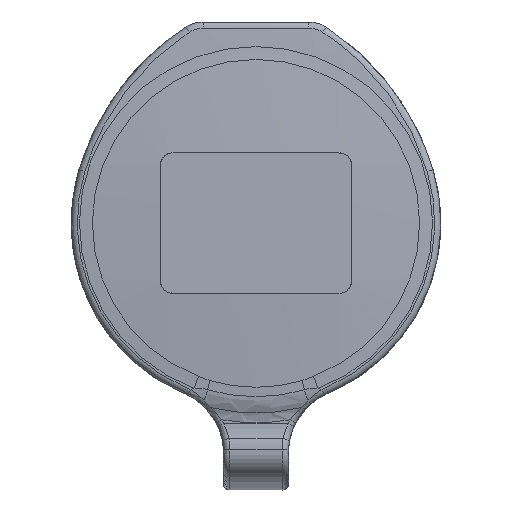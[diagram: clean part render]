
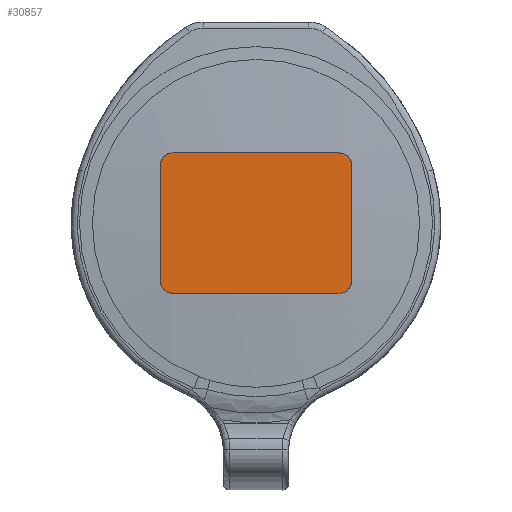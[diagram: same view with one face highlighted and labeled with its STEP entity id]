
A CAD part, top view. The second image highlights one B-rep face of the part: STEP entity #30857.
In plain terms, the highlighted planar face has unit normal (0, 0, 1).
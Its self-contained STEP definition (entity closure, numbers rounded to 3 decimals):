
#270 = EDGE_LOOP ( 'NONE', ( #2083, #54803, #44521, #32495, #36614, #4431, #3398, #24731 ) ) ;
#1545 = VERTEX_POINT ( 'NONE', #51992 ) ;
#2083 = ORIENTED_EDGE ( 'NONE', *, *, #3179, .T. ) ;
#2663 = VERTEX_POINT ( 'NONE', #26298 ) ;
#2905 = LINE ( 'NONE', #42145, #53723 ) ;
#3179 = EDGE_CURVE ( 'NONE', #4739, #12773, #54974, .T. ) ;
#3398 = ORIENTED_EDGE ( 'NONE', *, *, #22742, .T. ) ;
#4431 = ORIENTED_EDGE ( 'NONE', *, *, #24157, .T. ) ;
#4739 = VERTEX_POINT ( 'NONE', #54557 ) ;
#4974 = EDGE_CURVE ( 'NONE', #1545, #2663, #15690, .T. ) ;
#6423 = VERTEX_POINT ( 'NONE', #18901 ) ;
#7861 = PLANE ( 'NONE',  #18154 ) ;
#9955 = CARTESIAN_POINT ( 'NONE',  ( 12.788, 8.857, 45.459 ) ) ;
#10540 = CARTESIAN_POINT ( 'NONE',  ( 14.759, -8.857, 45.459 ) ) ;
#10870 = CARTESIAN_POINT ( 'NONE',  ( -14.759, 8.857, 45.459 ) ) ;
#10928 = DIRECTION ( 'NONE',  ( 0., 0., 1. ) ) ;
#12267 = DIRECTION ( 'NONE',  ( 0., 0., 1. ) ) ;
#12773 = VERTEX_POINT ( 'NONE', #42549 ) ;
#14303 = EDGE_CURVE ( 'NONE', #12773, #50662, #41567, .T. ) ;
#14457 = AXIS2_PLACEMENT_3D ( 'NONE', #21082, #16906, #26359 ) ;
#14944 = AXIS2_PLACEMENT_3D ( 'NONE', #54313, #28926, #24732 ) ;
#15503 = VERTEX_POINT ( 'NONE', #10540 ) ;
#15690 = CIRCLE ( 'NONE', #24590, 1.97 ) ;
#15908 = CARTESIAN_POINT ( 'NONE',  ( -12.788, 10.828, 45.459 ) ) ;
#16714 = DIRECTION ( 'NONE',  ( 0., -1., 0. ) ) ;
#16906 = DIRECTION ( 'NONE',  ( 0., 0., 1. ) ) ;
#18154 = AXIS2_PLACEMENT_3D ( 'NONE', #19815, #10928, #23706 ) ;
#18275 = DIRECTION ( 'NONE',  ( 0., -1., 0. ) ) ;
#18606 = VECTOR ( 'NONE', #24017, 1000. ) ;
#18901 = CARTESIAN_POINT ( 'NONE',  ( -14.759, 8.857, 45.459 ) ) ;
#19815 = CARTESIAN_POINT ( 'NONE',  ( -12.788, -8.857, 45.459 ) ) ;
#20357 = FACE_OUTER_BOUND ( 'NONE', #270, .T. ) ;
#21082 = CARTESIAN_POINT ( 'NONE',  ( 12.788, -8.857, 45.459 ) ) ;
#22742 = EDGE_CURVE ( 'NONE', #51909, #6423, #29180, .T. ) ;
#23706 = DIRECTION ( 'NONE',  ( 0., -1., 0. ) ) ;
#24017 = DIRECTION ( 'NONE',  ( 1., 0., 0. ) ) ;
#24157 = EDGE_CURVE ( 'NONE', #2663, #51909, #33509, .T. ) ;
#24590 = AXIS2_PLACEMENT_3D ( 'NONE', #9955, #26918, #18275 ) ;
#24731 = ORIENTED_EDGE ( 'NONE', *, *, #43237, .T. ) ;
#24732 = DIRECTION ( 'NONE',  ( 0., -1., 0. ) ) ;
#24734 = VECTOR ( 'NONE', #52950, 1000. ) ;
#26144 = EDGE_CURVE ( 'NONE', #50662, #15503, #48282, .T. ) ;
#26298 = CARTESIAN_POINT ( 'NONE',  ( 12.788, 10.828, 45.459 ) ) ;
#26359 = DIRECTION ( 'NONE',  ( 0., -1., 0. ) ) ;
#26918 = DIRECTION ( 'NONE',  ( 0., 0., 1. ) ) ;
#28926 = DIRECTION ( 'NONE',  ( 0., 0., 1. ) ) ;
#29180 = CIRCLE ( 'NONE', #14944, 1.97 ) ;
#30857 = ADVANCED_FACE ( 'NONE', ( #20357 ), #7861, .T. ) ;
#32495 = ORIENTED_EDGE ( 'NONE', *, *, #36269, .T. ) ;
#32712 = DIRECTION ( 'NONE',  ( 0., 1., 0. ) ) ;
#33211 = CARTESIAN_POINT ( 'NONE',  ( -12.788, -10.828, 45.459 ) ) ;
#33509 = LINE ( 'NONE', #34046, #37765 ) ;
#34046 = CARTESIAN_POINT ( 'NONE',  ( 12.788, 10.828, 45.459 ) ) ;
#36269 = EDGE_CURVE ( 'NONE', #15503, #1545, #2905, .T. ) ;
#36614 = ORIENTED_EDGE ( 'NONE', *, *, #4974, .T. ) ;
#37765 = VECTOR ( 'NONE', #50791, 1000. ) ;
#39957 = CARTESIAN_POINT ( 'NONE',  ( 12.788, -10.828, 45.459 ) ) ;
#40380 = LINE ( 'NONE', #10870, #24734 ) ;
#41567 = LINE ( 'NONE', #33211, #18606 ) ;
#42145 = CARTESIAN_POINT ( 'NONE',  ( 14.759, -8.857, 45.459 ) ) ;
#42549 = CARTESIAN_POINT ( 'NONE',  ( -12.788, -10.828, 45.459 ) ) ;
#43237 = EDGE_CURVE ( 'NONE', #6423, #4739, #40380, .T. ) ;
#44521 = ORIENTED_EDGE ( 'NONE', *, *, #26144, .T. ) ;
#45182 = AXIS2_PLACEMENT_3D ( 'NONE', #54086, #12267, #16714 ) ;
#48282 = CIRCLE ( 'NONE', #14457, 1.97 ) ;
#50662 = VERTEX_POINT ( 'NONE', #39957 ) ;
#50791 = DIRECTION ( 'NONE',  ( -1., 0., 0. ) ) ;
#51909 = VERTEX_POINT ( 'NONE', #15908 ) ;
#51992 = CARTESIAN_POINT ( 'NONE',  ( 14.759, 8.857, 45.459 ) ) ;
#52950 = DIRECTION ( 'NONE',  ( 0., -1., 0. ) ) ;
#53723 = VECTOR ( 'NONE', #32712, 1000. ) ;
#54086 = CARTESIAN_POINT ( 'NONE',  ( -12.788, -8.857, 45.459 ) ) ;
#54313 = CARTESIAN_POINT ( 'NONE',  ( -12.788, 8.857, 45.459 ) ) ;
#54557 = CARTESIAN_POINT ( 'NONE',  ( -14.759, -8.857, 45.459 ) ) ;
#54803 = ORIENTED_EDGE ( 'NONE', *, *, #14303, .T. ) ;
#54974 = CIRCLE ( 'NONE', #45182, 1.97 ) ;
